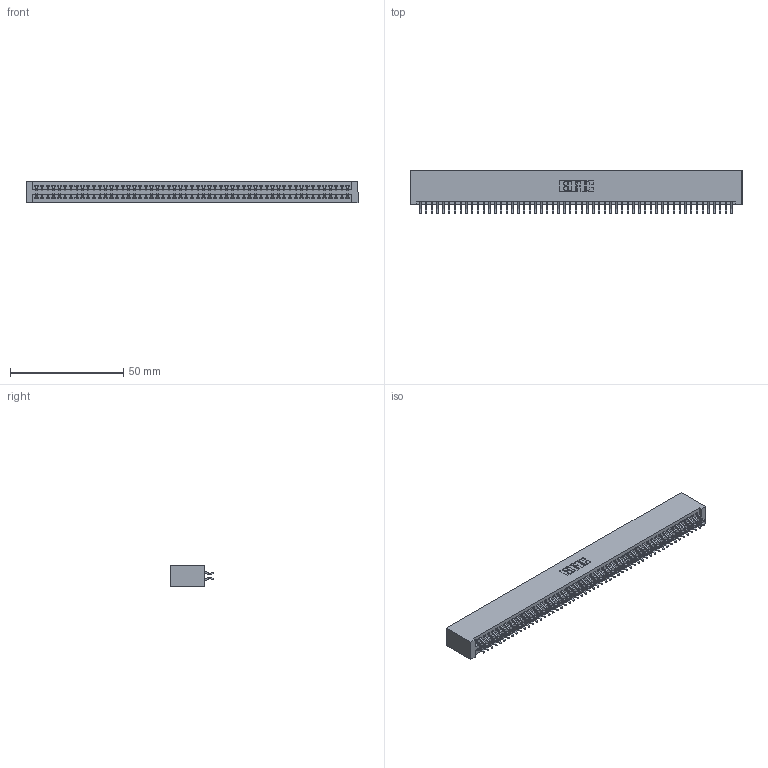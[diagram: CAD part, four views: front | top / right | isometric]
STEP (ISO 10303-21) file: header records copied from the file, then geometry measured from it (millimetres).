
FILE_DESCRIPTION (( 'STEP AP203' ), '1' );
FILE_NAME ('345-110-556-201.STEP', '2018-10-07T11:47:13', ( '' ), ( '' ), 'SwSTEP 2.0', 'SolidWorks 2016', '' );
FILE_SCHEMA (( 'CONFIG_CONTROL_DESIGN' ));
Length unit declared in the file: inch
Products named in the file (3): 345-292-001_556 Tail; 345-110-556-201; 345 Part_No Mounting Lugs
Assembly tree (111 placements, depth 2):
  345-110-556-201
    345 Part_No Mounting Lugs
    345-292-001_556 Tail  x110
Bounding box: 146.3 x 19.24 x 9.4 mm (x, y, z)
Volume: 14944.3 mm3; surface area: 22549 mm2
Topology: 111 solids, 111 shells, 6278 faces, 18687 edges, 12310 vertices
Faces by surface type: plane 4146, cylinder 2132
Entity records: 41347 total; most frequent: CARTESIAN_POINT 6932, ORIENTED_EDGE 6854, DIRECTION 6079, EDGE_CURVE 3427, LINE 3075, VECTOR 3075, VERTEX_POINT 2282, AXIS2_PLACEMENT_3D 1502
